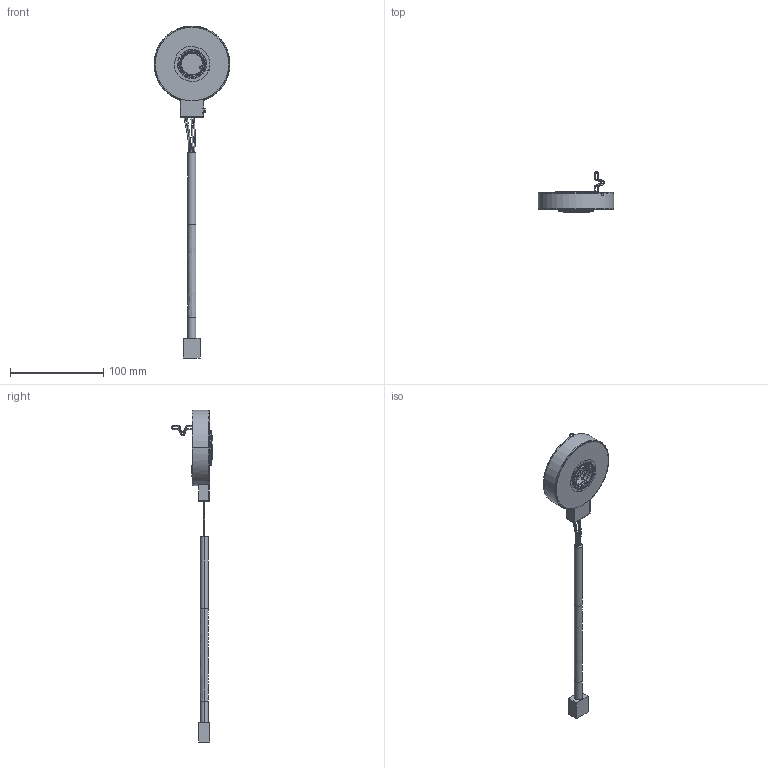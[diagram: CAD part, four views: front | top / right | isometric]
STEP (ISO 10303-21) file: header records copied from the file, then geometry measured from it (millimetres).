
FILE_DESCRIPTION((''),'2;1');
FILE_NAME('SX-4327C_SW0001','2012-11-12T',('BMozley'),(''),'PRO/ENGINEER BY PARAMETRIC TECHNOLOGY CORPORATION, 2012230','PRO/ENGINEER BY PARAMETRIC TECHNOLOGY CORPORATION, 2012230','');
FILE_SCHEMA(('CONFIG_CONTROL_DESIGN'));
Length unit declared in the file: inch
Products named in the file (1): SX-4327C_SW0001
Bounding box: 81.28 x 43.88 x 355.24 mm (x, y, z)
Volume: 105377 mm3; surface area: 31765 mm2
Topology: 3 solids, 3 shells, 1328 faces, 3631 edges, 2274 vertices
Faces by surface type: cylinder 537, plane 494, torus 137, cone 76, sphere 72, bspline 12
Entity records: 47726 total; most frequent: CARTESIAN_POINT 13842, ORIENTED_EDGE 7262, DIRECTION 7178, EDGE_CURVE 3631, AXIS2_PLACEMENT_3D 2772, VERTEX_POINT 2274, VECTOR 1634, LINE 1634
